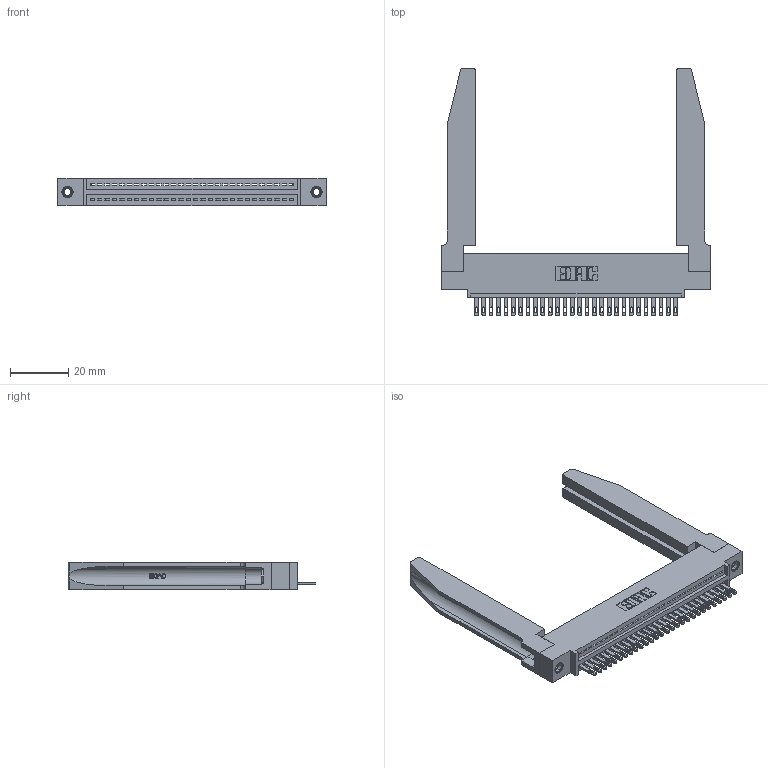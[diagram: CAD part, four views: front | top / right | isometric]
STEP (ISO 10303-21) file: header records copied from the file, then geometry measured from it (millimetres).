
FILE_DESCRIPTION (( 'STEP AP203' ), '1' );
FILE_NAME ('345-028-500-478.STEP', '2019-10-07T04:51:38', ( '' ), ( '' ), 'SwSTEP 2.0', 'SolidWorks 2016', '' );
FILE_SCHEMA (( 'CONFIG_CONTROL_DESIGN' ));
Length unit declared in the file: inch
Products named in the file (5): 345-028-500-478; 345 Part_0.110 Offset - 0.156 Dia-TH; 345-220-078_345-220-078; 345-250-001_345-250-001-102; 345-292-001_345-293-100
Assembly tree (33 placements, depth 2):
  345-028-500-478
    345 Part_0.110 Offset - 0.156 Dia-TH
    345-292-001_345-293-100  x28
    345-250-001_345-250-001-102  x2
    345-220-078_345-220-078  x2
Bounding box: 92.35 x 85.27 x 9.4 mm (x, y, z)
Volume: 16371.7 mm3; surface area: 18230.3 mm2
Topology: 33 solids, 33 shells, 1876 faces, 5665 edges, 3766 vertices
Faces by surface type: plane 1178, cylinder 646, bspline 36, cone 12, torus 4
Entity records: 27760 total; most frequent: CARTESIAN_POINT 5707, ORIENTED_EDGE 4566, DIRECTION 4013, EDGE_CURVE 2283, VECTOR 1941, LINE 1941, VERTEX_POINT 1516, AXIS2_PLACEMENT_3D 1036
